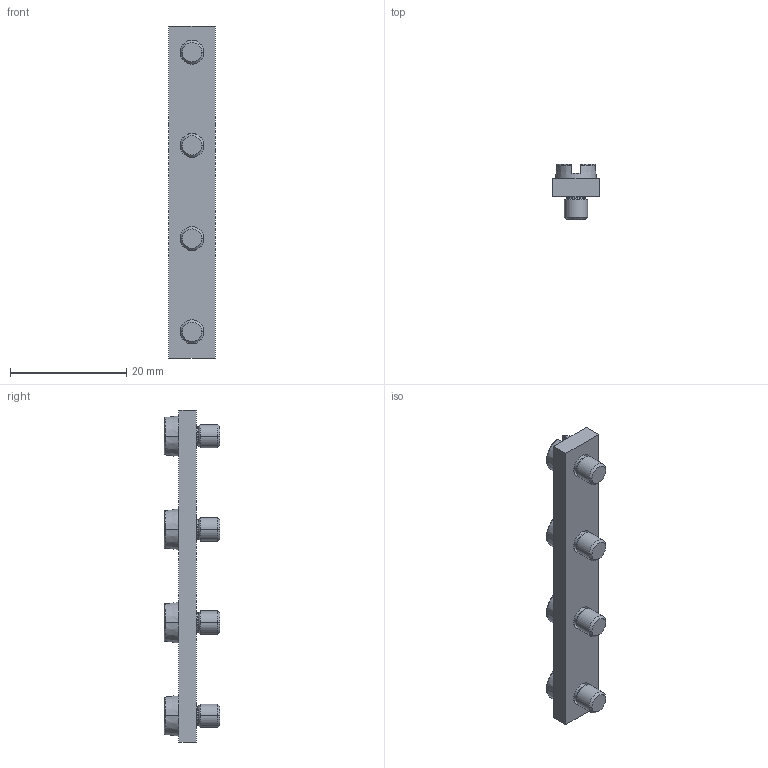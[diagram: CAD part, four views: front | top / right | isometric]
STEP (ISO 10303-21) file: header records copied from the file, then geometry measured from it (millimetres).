
FILE_DESCRIPTION((''),'2;1');
FILE_NAME('QS_RK35NR_GEN_ASM','2013-10-09T',('Carl'),(''),'PRO/ENGINEER BY PARAMETRIC TECHNOLOGY CORPORATION, 2013130','PRO/ENGINEER BY PARAMETRIC TECHNOLOGY CORPORATION, 2013130','');
FILE_SCHEMA(('CONFIG_CONTROL_DESIGN'));
Length unit declared in the file: millimetre
Products named in the file (4): QS_RK35NR_GEN_SKEL0001; QS_04_RK35NR; BS07; QS_RK35NR_GEN_ASM
Assembly tree (6 placements, depth 2):
  QS_RK35NR_GEN_ASM
    QS_RK35NR_GEN_SKEL0001
    QS_04_RK35NR
    BS07  x4
Bounding box: 8 x 9.5 x 57 mm (x, y, z)
Volume: 1803.9 mm3; surface area: 2249 mm2
Topology: 5 solids, 5 shells, 98 faces, 220 edges, 136 vertices
Faces by surface type: plane 34, cylinder 24, cone 24, torus 16
Entity records: 1190 total; most frequent: CARTESIAN_POINT 223, DIRECTION 204, ORIENTED_EDGE 164, AXIS2_PLACEMENT_3D 85, EDGE_CURVE 82, VERTEX_POINT 52, EDGE_LOOP 44, CIRCLE 40
